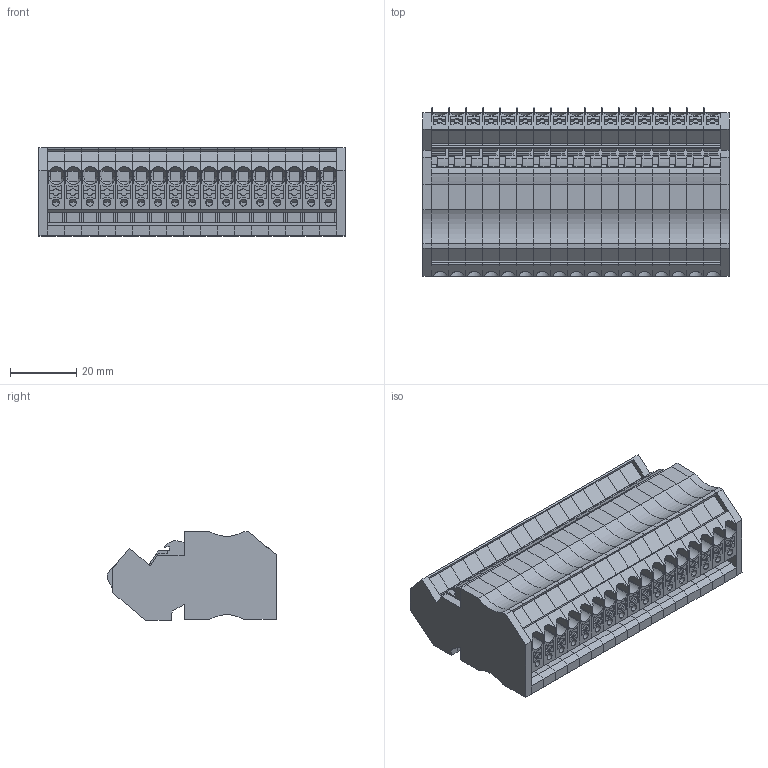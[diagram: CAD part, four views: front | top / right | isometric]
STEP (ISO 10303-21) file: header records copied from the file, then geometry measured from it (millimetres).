
FILE_DESCRIPTION(('Creo Elements/Direct Modeling STEP Export'),'2;1');
FILE_NAME('model.stp','2019-10-02T 1:02:36',(''),(''),'Creo Elements/Direct Modeling STEP processor for AP214 (Solid Model)','Creo Elements/Direct Modeling 20.1A 29-Sep-2018 (C) Parametric Technology GmbH','');
FILE_SCHEMA(('AUTOMOTIVE_DESIGN { 1 0 10303 214 1 1 1 1 }'));
Products named in the file (2): PT_4_WE_17-select
Assembly tree (1 placements, depth 2):
  PT_4_WE_17-select
    PT_4_WE_17-select
Bounding box: 92.55 x 51.3 x 26.9 mm (x, y, z)
Volume: 83246 mm3; surface area: 32013.5 mm2
Topology: 1 solids, 1 shells, 2839 faces, 7590 edges, 4804 vertices
Faces by surface type: plane 2461, cylinder 344, cone 34
Entity records: 124630 total; most frequent: CARTESIAN_POINT 37240, ORIENTED_EDGE 15180, DIRECTION 10952, EDGE_CURVE 7590, VECTOR 5718, LINE 5718, VERTEX_POINT 4804, EDGE_LOOP 2890
